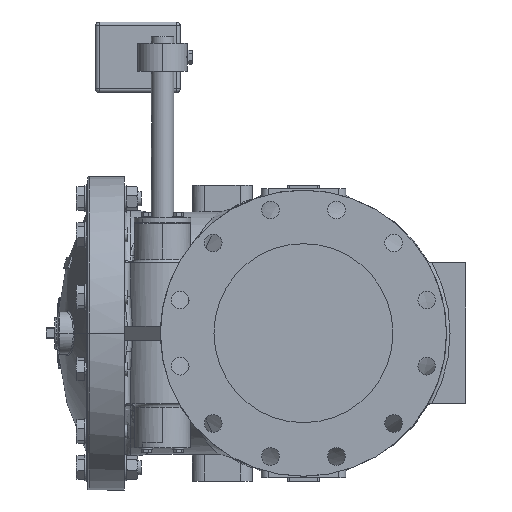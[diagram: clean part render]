
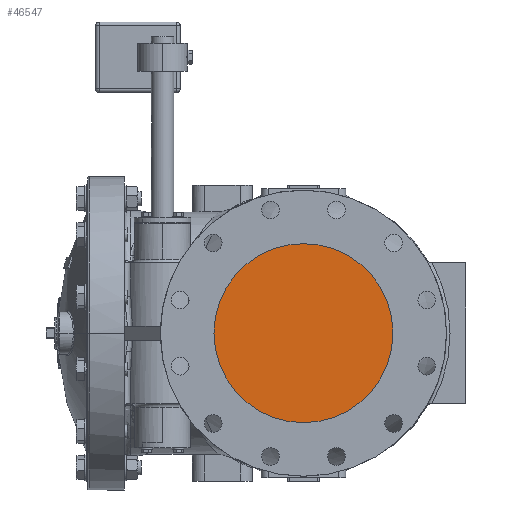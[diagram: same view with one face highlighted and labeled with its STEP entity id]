
A CAD part, left-side view. The second image highlights one B-rep face of the part: STEP entity #46547.
In plain terms, the highlighted planar face has unit normal (-1, 0, 0).
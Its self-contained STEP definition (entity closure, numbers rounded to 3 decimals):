
#19267=CARTESIAN_POINT('',(-12.087,0.,0.));
#19268=DIRECTION('',(1.,0.,0.));
#19269=DIRECTION('',(0.,-1.,0.));
#19270=AXIS2_PLACEMENT_3D('',#19267,#19268,#19269);
#19277=CARTESIAN_POINT('',(-12.087,0.,0.));
#19278=DIRECTION('',(1.,0.,0.));
#19279=DIRECTION('',(0.,1.,0.));
#19280=AXIS2_PLACEMENT_3D('',#19277,#19278,#19279);
#29875=CARTESIAN_POINT('',(-12.087,-5.,0.));
#29876=CARTESIAN_POINT('',(-12.087,5.,0.));
#29877=VERTEX_POINT('',#29875);
#29878=VERTEX_POINT('',#29876);
#46537=CARTESIAN_POINT('',(-12.087,0.,0.));
#46538=DIRECTION('',(1.,0.,0.));
#46539=DIRECTION('',(0.,-1.,0.));
#46540=AXIS2_PLACEMENT_3D('',#46537,#46538,#46539);
#46541=PLANE('',#46540);
#46542=ORIENTED_EDGE('',*,*,#46527,.T.);
#46544=ORIENTED_EDGE('',*,*,#46543,.T.);
#46545=EDGE_LOOP('',(#46542,#46544));
#46546=FACE_OUTER_BOUND('',#46545,.F.);
#19271=CIRCLE('',#19270,5.);
#19281=CIRCLE('',#19280,5.);
#46527=EDGE_CURVE('',#29877,#29878,#19271,.T.);
#46543=EDGE_CURVE('',#29878,#29877,#19281,.T.);
#46547=ADVANCED_FACE('',(#46546),#46541,.F.);
